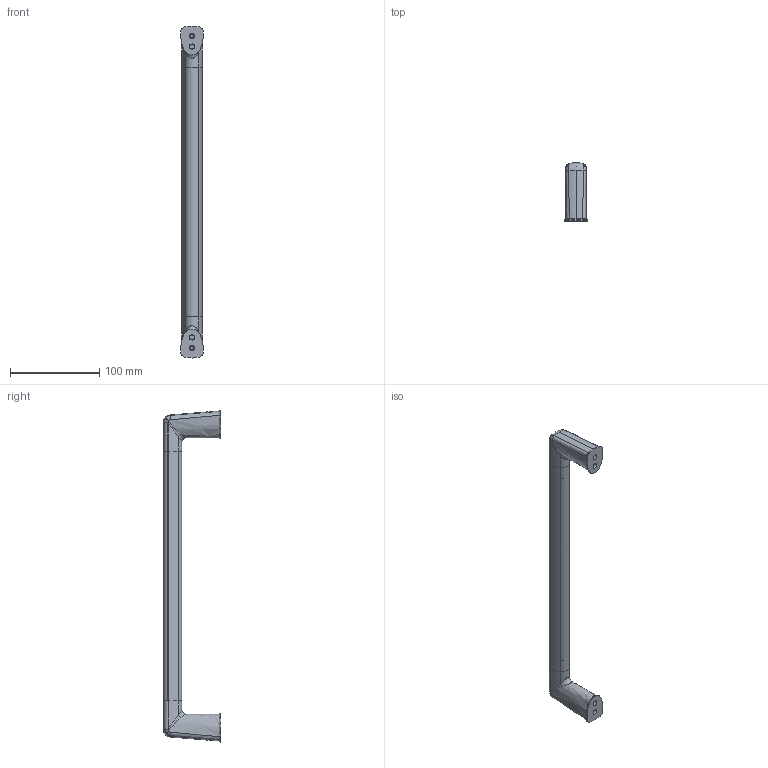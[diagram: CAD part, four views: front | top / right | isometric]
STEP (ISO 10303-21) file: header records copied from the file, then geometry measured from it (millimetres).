
FILE_DESCRIPTION (( 'STEP AP203' ), '1' );
FILE_NAME ('sone3D.STEP', '2013-10-07T00:46:48', ( '' ), ( '' ), 'SwSTEP 2.0', 'SolidWorks 2012', '' );
FILE_SCHEMA (( 'CONFIG_CONTROL_DESIGN' ));
Length unit declared in the file: millimetre
Products named in the file (5): sone3D; A-1215断熱プレート_; A-1215キャップ_; A-1215異形パイプ_; A-1215-A僽儔働僢僩__A-215-A僽儔働僢僩
Assembly tree (7 placements, depth 2):
  sone3D
    A-1215-A僽儔働僢僩__A-215-A僽儔働僢僩  x2
    A-1215異形パイプ_
    A-1215キャップ_  x2
    A-1215断熱プレート_  x2
Bounding box: 25.3 x 64.93 x 372.3 mm (x, y, z)
Volume: 91958.5 mm3; surface area: 69311.8 mm2
Topology: 7 solids, 7 shells, 440 faces, 1174 edges, 768 vertices
Faces by surface type: cylinder 196, plane 154, cone 50, bspline 24, torus 16
Entity records: 8829 total; most frequent: CARTESIAN_POINT 2518, DIRECTION 1214, ORIENTED_EDGE 1212, EDGE_CURVE 606, AXIS2_PLACEMENT_3D 477, VERTEX_POINT 398, LINE 260, VECTOR 260
